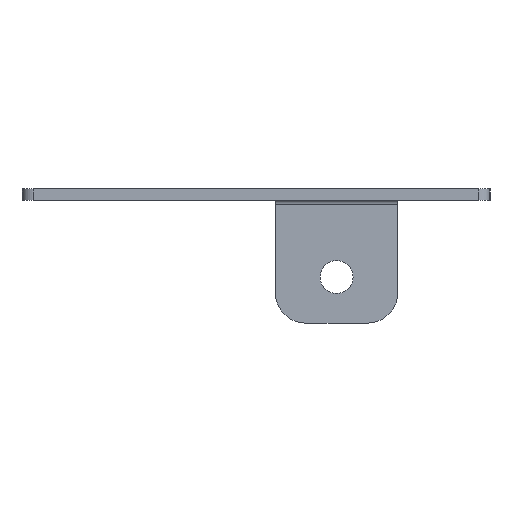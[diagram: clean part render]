
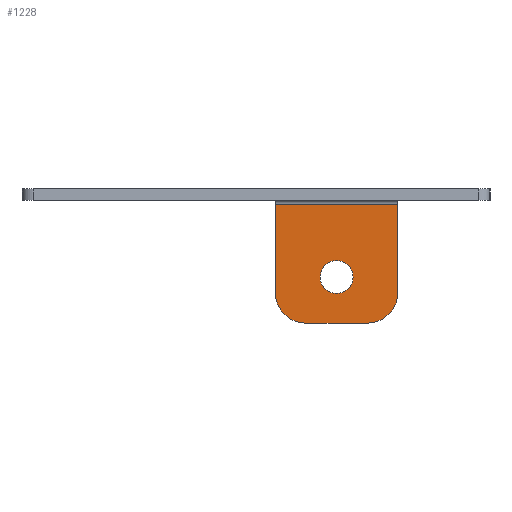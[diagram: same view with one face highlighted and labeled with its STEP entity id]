
A CAD part, left-side view. The second image highlights one B-rep face of the part: STEP entity #1228.
In plain terms, the highlighted planar face has unit normal (-1, 0, 0).
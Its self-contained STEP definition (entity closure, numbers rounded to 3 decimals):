
#12 = AXIS2_PLACEMENT_3D ( 'NONE', #1245, #1053, #699 ) ;
#22 = PLANE ( 'NONE',  #12 ) ;
#43 = ORIENTED_EDGE ( 'NONE', *, *, #838, .F. ) ;
#48 = CARTESIAN_POINT ( 'NONE',  ( 123.764, 32.742, -0.5 ) ) ;
#61 = DIRECTION ( 'NONE',  ( 0., -1., 0. ) ) ;
#98 = CARTESIAN_POINT ( 'NONE',  ( 123.764, 20.742, -12. ) ) ;
#108 = DIRECTION ( 'NONE',  ( -1., 0., 0. ) ) ;
#164 = ORIENTED_EDGE ( 'NONE', *, *, #2083, .F. ) ;
#186 = ORIENTED_EDGE ( 'NONE', *, *, #1501, .F. ) ;
#190 = VECTOR ( 'NONE', #61, 1000. ) ;
#250 = DIRECTION ( 'NONE',  ( 0., 0., 1. ) ) ;
#268 = EDGE_LOOP ( 'NONE', ( #186, #1155, #164, #43, #1935, #1280 ) ) ;
#325 = AXIS2_PLACEMENT_3D ( 'NONE', #1545, #734, #1056 ) ;
#387 = FACE_BOUND ( 'NONE', #525, .T. ) ;
#405 = AXIS2_PLACEMENT_3D ( 'NONE', #98, #1933, #250 ) ;
#408 = LINE ( 'NONE', #1888, #2130 ) ;
#483 = EDGE_CURVE ( 'NONE', #1833, #1948, #1709, .T. ) ;
#525 = EDGE_LOOP ( 'NONE', ( #1447, #1725 ) ) ;
#557 = DIRECTION ( 'NONE',  ( -1., 0., 0. ) ) ;
#569 = DIRECTION ( 'NONE',  ( 0., 0., 1. ) ) ;
#573 = CARTESIAN_POINT ( 'NONE',  ( 123.764, 16.742, -12. ) ) ;
#586 = VERTEX_POINT ( 'NONE', #1296 ) ;
#672 = VERTEX_POINT ( 'NONE', #1871 ) ;
#699 = DIRECTION ( 'NONE',  ( 0., 0., 1. ) ) ;
#711 = LINE ( 'NONE', #48, #190 ) ;
#731 = FACE_OUTER_BOUND ( 'NONE', #268, .T. ) ;
#734 = DIRECTION ( 'NONE',  ( -1., 0., 0. ) ) ;
#770 = VERTEX_POINT ( 'NONE', #1356 ) ;
#792 = LINE ( 'NONE', #2142, #1329 ) ;
#808 = CARTESIAN_POINT ( 'NONE',  ( 123.764, 24.742, -12.15 ) ) ;
#838 = EDGE_CURVE ( 'NONE', #902, #672, #711, .T. ) ;
#860 = LINE ( 'NONE', #1825, #1603 ) ;
#876 = EDGE_CURVE ( 'NONE', #770, #586, #2052, .T. ) ;
#902 = VERTEX_POINT ( 'NONE', #1915 ) ;
#986 = DIRECTION ( 'NONE',  ( 0., 1., 0. ) ) ;
#1053 = DIRECTION ( 'NONE',  ( -1., 0., 0. ) ) ;
#1056 = DIRECTION ( 'NONE',  ( 0., 0., 1. ) ) ;
#1095 = CARTESIAN_POINT ( 'NONE',  ( 123.764, 24.742, -10. ) ) ;
#1153 = AXIS2_PLACEMENT_3D ( 'NONE', #2125, #108, #1648 ) ;
#1155 = ORIENTED_EDGE ( 'NONE', *, *, #1755, .T. ) ;
#1228 = ADVANCED_FACE ( 'NONE', ( #387, #731 ), #22, .T. ) ;
#1245 = CARTESIAN_POINT ( 'NONE',  ( 123.764, 0., 0. ) ) ;
#1280 = ORIENTED_EDGE ( 'NONE', *, *, #876, .T. ) ;
#1291 = VERTEX_POINT ( 'NONE', #573 ) ;
#1296 = CARTESIAN_POINT ( 'NONE',  ( 123.764, 28.742, -16. ) ) ;
#1329 = VECTOR ( 'NONE', #1654, 1000. ) ;
#1356 = CARTESIAN_POINT ( 'NONE',  ( 123.764, 32.742, -12. ) ) ;
#1447 = ORIENTED_EDGE ( 'NONE', *, *, #1739, .F. ) ;
#1501 = EDGE_CURVE ( 'NONE', #2177, #586, #860, .T. ) ;
#1545 = CARTESIAN_POINT ( 'NONE',  ( 123.764, 28.742, -12. ) ) ;
#1566 = DIRECTION ( 'NONE',  ( 0., 0., 1. ) ) ;
#1591 = EDGE_CURVE ( 'NONE', #770, #902, #408, .T. ) ;
#1603 = VECTOR ( 'NONE', #986, 1000. ) ;
#1648 = DIRECTION ( 'NONE',  ( 0., 0., 1. ) ) ;
#1654 = DIRECTION ( 'NONE',  ( 0., 0., -1. ) ) ;
#1662 = CARTESIAN_POINT ( 'NONE',  ( 123.764, 20.742, -16. ) ) ;
#1670 = AXIS2_PLACEMENT_3D ( 'NONE', #1095, #557, #1566 ) ;
#1676 = CIRCLE ( 'NONE', #1153, 2.15 ) ;
#1709 = CIRCLE ( 'NONE', #1670, 2.15 ) ;
#1725 = ORIENTED_EDGE ( 'NONE', *, *, #483, .F. ) ;
#1739 = EDGE_CURVE ( 'NONE', #1948, #1833, #1676, .T. ) ;
#1741 = CARTESIAN_POINT ( 'NONE',  ( 123.764, 24.742, -7.85 ) ) ;
#1755 = EDGE_CURVE ( 'NONE', #2177, #1291, #1963, .T. ) ;
#1825 = CARTESIAN_POINT ( 'NONE',  ( 123.764, 32.742, -16. ) ) ;
#1833 = VERTEX_POINT ( 'NONE', #808 ) ;
#1871 = CARTESIAN_POINT ( 'NONE',  ( 123.764, 16.742, -0.5 ) ) ;
#1888 = CARTESIAN_POINT ( 'NONE',  ( 123.764, 32.742, 0. ) ) ;
#1915 = CARTESIAN_POINT ( 'NONE',  ( 123.764, 32.742, -0.5 ) ) ;
#1933 = DIRECTION ( 'NONE',  ( -1., 0., 0. ) ) ;
#1935 = ORIENTED_EDGE ( 'NONE', *, *, #1591, .F. ) ;
#1948 = VERTEX_POINT ( 'NONE', #1741 ) ;
#1963 = CIRCLE ( 'NONE', #405, 4. ) ;
#2052 = CIRCLE ( 'NONE', #325, 4. ) ;
#2083 = EDGE_CURVE ( 'NONE', #672, #1291, #792, .T. ) ;
#2125 = CARTESIAN_POINT ( 'NONE',  ( 123.764, 24.742, -10. ) ) ;
#2130 = VECTOR ( 'NONE', #569, 1000. ) ;
#2142 = CARTESIAN_POINT ( 'NONE',  ( 123.764, 16.742, -16. ) ) ;
#2177 = VERTEX_POINT ( 'NONE', #1662 ) ;
